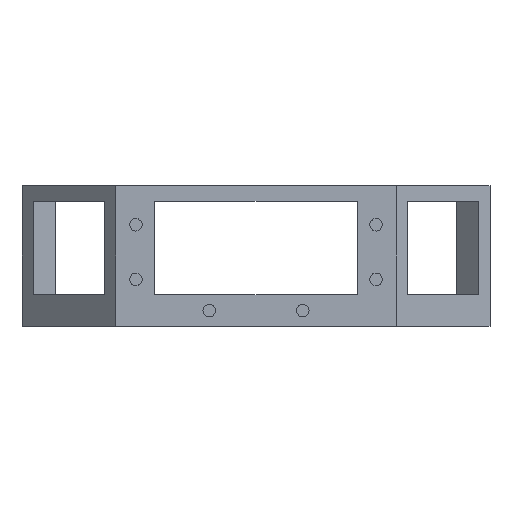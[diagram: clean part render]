
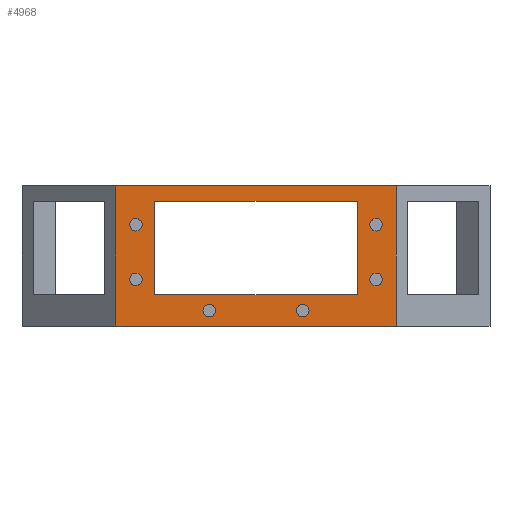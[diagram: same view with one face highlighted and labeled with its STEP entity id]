
A CAD part, front view. The second image highlights one B-rep face of the part: STEP entity #4968.
In plain terms, the highlighted planar face has unit normal (0, -1, 0).
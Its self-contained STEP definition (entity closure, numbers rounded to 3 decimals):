
#151=CARTESIAN_POINT('Vertex',(-65.,-150.,10.)) ;
#154=CARTESIAN_POINT('Line Origine',(0.,-150.,10.)) ;
#158=CARTESIAN_POINT('Vertex',(65.,-150.,10.)) ;
#1268=CARTESIAN_POINT('Vertex',(-90.,-150.,-10.)) ;
#1271=CARTESIAN_POINT('Line Origine',(-90.,-150.,35.)) ;
#1275=CARTESIAN_POINT('Vertex',(-90.,-150.,80.)) ;
#1411=CARTESIAN_POINT('Vertex',(-65.,-150.,70.)) ;
#1414=CARTESIAN_POINT('Line Origine',(-65.,-150.,40.)) ;
#1502=CARTESIAN_POINT('Line Origine',(90.,-150.,35.)) ;
#1506=CARTESIAN_POINT('Vertex',(90.,-150.,-10.)) ;
#1508=CARTESIAN_POINT('Vertex',(90.,-150.,80.)) ;
#1987=CARTESIAN_POINT('Vertex',(65.,-150.,70.)) ;
#1990=CARTESIAN_POINT('Line Origine',(0.,-150.,70.)) ;
#2938=CARTESIAN_POINT('Line Origine',(0.,-150.,80.)) ;
#3870=CARTESIAN_POINT('Line Origine',(65.,-150.,40.)) ;
#3894=CARTESIAN_POINT('Line Origine',(0.,-150.,-10.)) ;
#4843=CARTESIAN_POINT('Axis2P3D Location',(90.,-150.,0.)) ;
#4860=CARTESIAN_POINT('Axis2P3D Location',(77.,-150.,55.)) ;
#4864=CARTESIAN_POINT('Vertex',(73.,-150.,55.)) ;
#4866=CARTESIAN_POINT('Vertex',(81.,-150.,55.)) ;
#4869=CARTESIAN_POINT('Axis2P3D Location',(77.,-150.,55.)) ;
#4878=CARTESIAN_POINT('Axis2P3D Location',(77.,-150.,20.)) ;
#4882=CARTESIAN_POINT('Vertex',(81.,-150.,20.)) ;
#4884=CARTESIAN_POINT('Vertex',(73.,-150.,20.)) ;
#4887=CARTESIAN_POINT('Axis2P3D Location',(77.,-150.,20.)) ;
#4896=CARTESIAN_POINT('Axis2P3D Location',(30.,-150.,0.)) ;
#4900=CARTESIAN_POINT('Vertex',(34.,-150.,0.)) ;
#4902=CARTESIAN_POINT('Vertex',(26.,-150.,0.)) ;
#4905=CARTESIAN_POINT('Axis2P3D Location',(30.,-150.,0.)) ;
#4914=CARTESIAN_POINT('Axis2P3D Location',(-30.,-150.,0.)) ;
#4918=CARTESIAN_POINT('Vertex',(-34.,-150.,0.)) ;
#4920=CARTESIAN_POINT('Vertex',(-26.,-150.,0.)) ;
#4923=CARTESIAN_POINT('Axis2P3D Location',(-30.,-150.,0.)) ;
#4932=CARTESIAN_POINT('Axis2P3D Location',(-77.,-150.,20.)) ;
#4936=CARTESIAN_POINT('Vertex',(-81.,-150.,20.)) ;
#4938=CARTESIAN_POINT('Vertex',(-73.,-150.,20.)) ;
#4941=CARTESIAN_POINT('Axis2P3D Location',(-77.,-150.,20.)) ;
#4950=CARTESIAN_POINT('Axis2P3D Location',(-77.,-150.,55.)) ;
#4954=CARTESIAN_POINT('Vertex',(-81.,-150.,55.)) ;
#4956=CARTESIAN_POINT('Vertex',(-73.,-150.,55.)) ;
#4959=CARTESIAN_POINT('Axis2P3D Location',(-77.,-150.,55.)) ;
#155=DIRECTION('Vector Direction',(1.,0.,0.)) ;
#1272=DIRECTION('Vector Direction',(0.,0.,1.)) ;
#1415=DIRECTION('Vector Direction',(0.,0.,1.)) ;
#1503=DIRECTION('Vector Direction',(0.,0.,1.)) ;
#1991=DIRECTION('Vector Direction',(-1.,0.,0.)) ;
#2939=DIRECTION('Vector Direction',(-1.,0.,0.)) ;
#3871=DIRECTION('Vector Direction',(0.,0.,-1.)) ;
#3895=DIRECTION('Vector Direction',(1.,0.,0.)) ;
#4844=DIRECTION('Axis2P3D Direction',(0.,1.,-0.)) ;
#4845=DIRECTION('Axis2P3D XDirection',(-1.,0.,0.)) ;
#4861=DIRECTION('Axis2P3D Direction',(0.,1.,-0.)) ;
#4870=DIRECTION('Axis2P3D Direction',(0.,1.,-0.)) ;
#4879=DIRECTION('Axis2P3D Direction',(0.,1.,-0.)) ;
#4888=DIRECTION('Axis2P3D Direction',(0.,1.,-0.)) ;
#4897=DIRECTION('Axis2P3D Direction',(0.,1.,-0.)) ;
#4906=DIRECTION('Axis2P3D Direction',(0.,1.,-0.)) ;
#4915=DIRECTION('Axis2P3D Direction',(0.,1.,-0.)) ;
#4924=DIRECTION('Axis2P3D Direction',(0.,1.,-0.)) ;
#4933=DIRECTION('Axis2P3D Direction',(0.,1.,-0.)) ;
#4942=DIRECTION('Axis2P3D Direction',(0.,1.,-0.)) ;
#4951=DIRECTION('Axis2P3D Direction',(0.,1.,-0.)) ;
#4960=DIRECTION('Axis2P3D Direction',(0.,1.,-0.)) ;
#4846=AXIS2_PLACEMENT_3D('Plane Axis2P3D',#4843,#4844,#4845) ;
#4862=AXIS2_PLACEMENT_3D('Circle Axis2P3D',#4860,#4861,$) ;
#4871=AXIS2_PLACEMENT_3D('Circle Axis2P3D',#4869,#4870,$) ;
#4880=AXIS2_PLACEMENT_3D('Circle Axis2P3D',#4878,#4879,$) ;
#4889=AXIS2_PLACEMENT_3D('Circle Axis2P3D',#4887,#4888,$) ;
#4898=AXIS2_PLACEMENT_3D('Circle Axis2P3D',#4896,#4897,$) ;
#4907=AXIS2_PLACEMENT_3D('Circle Axis2P3D',#4905,#4906,$) ;
#4916=AXIS2_PLACEMENT_3D('Circle Axis2P3D',#4914,#4915,$) ;
#4925=AXIS2_PLACEMENT_3D('Circle Axis2P3D',#4923,#4924,$) ;
#4934=AXIS2_PLACEMENT_3D('Circle Axis2P3D',#4932,#4933,$) ;
#4943=AXIS2_PLACEMENT_3D('Circle Axis2P3D',#4941,#4942,$) ;
#4952=AXIS2_PLACEMENT_3D('Circle Axis2P3D',#4950,#4951,$) ;
#4961=AXIS2_PLACEMENT_3D('Circle Axis2P3D',#4959,#4960,$) ;
#4849=ORIENTED_EDGE('',*,*,#1277,.F.) ;
#4850=ORIENTED_EDGE('',*,*,#3898,.T.) ;
#4851=ORIENTED_EDGE('',*,*,#1510,.T.) ;
#4852=ORIENTED_EDGE('',*,*,#2942,.F.) ;
#4855=ORIENTED_EDGE('',*,*,#160,.F.) ;
#4856=ORIENTED_EDGE('',*,*,#1418,.T.) ;
#4857=ORIENTED_EDGE('',*,*,#1994,.F.) ;
#4858=ORIENTED_EDGE('',*,*,#3874,.T.) ;
#4875=ORIENTED_EDGE('',*,*,#4868,.F.) ;
#4876=ORIENTED_EDGE('',*,*,#4873,.F.) ;
#4893=ORIENTED_EDGE('',*,*,#4886,.F.) ;
#4894=ORIENTED_EDGE('',*,*,#4891,.F.) ;
#4911=ORIENTED_EDGE('',*,*,#4904,.F.) ;
#4912=ORIENTED_EDGE('',*,*,#4909,.F.) ;
#4929=ORIENTED_EDGE('',*,*,#4922,.F.) ;
#4930=ORIENTED_EDGE('',*,*,#4927,.F.) ;
#4947=ORIENTED_EDGE('',*,*,#4940,.F.) ;
#4948=ORIENTED_EDGE('',*,*,#4945,.F.) ;
#4965=ORIENTED_EDGE('',*,*,#4958,.F.) ;
#4966=ORIENTED_EDGE('',*,*,#4963,.F.) ;
#4859=FACE_BOUND('',#4854,.T.) ;
#4877=FACE_BOUND('',#4874,.T.) ;
#4895=FACE_BOUND('',#4892,.T.) ;
#4913=FACE_BOUND('',#4910,.T.) ;
#4931=FACE_BOUND('',#4928,.T.) ;
#4949=FACE_BOUND('',#4946,.T.) ;
#4967=FACE_BOUND('',#4964,.T.) ;
#156=VECTOR('Line Direction',#155,1.) ;
#1273=VECTOR('Line Direction',#1272,1.) ;
#1416=VECTOR('Line Direction',#1415,1.) ;
#1504=VECTOR('Line Direction',#1503,1.) ;
#1992=VECTOR('Line Direction',#1991,1.) ;
#2940=VECTOR('Line Direction',#2939,1.) ;
#3872=VECTOR('Line Direction',#3871,1.) ;
#3896=VECTOR('Line Direction',#3895,1.) ;
#4968=ADVANCED_FACE('PartBody',(#4853,#4859,#4877,#4895,#4913,#4931,#4949,#4967),#4847,.F.) ;
#4863=CIRCLE('generated circle',#4862,4.) ;
#4872=CIRCLE('generated circle',#4871,4.) ;
#4881=CIRCLE('generated circle',#4880,4.) ;
#4890=CIRCLE('generated circle',#4889,4.) ;
#4899=CIRCLE('generated circle',#4898,4.) ;
#4908=CIRCLE('generated circle',#4907,4.) ;
#4917=CIRCLE('generated circle',#4916,4.) ;
#4926=CIRCLE('generated circle',#4925,4.) ;
#4935=CIRCLE('generated circle',#4934,4.) ;
#4944=CIRCLE('generated circle',#4943,4.) ;
#4953=CIRCLE('generated circle',#4952,4.) ;
#4962=CIRCLE('generated circle',#4961,4.) ;
#160=EDGE_CURVE('',#152,#159,#157,.T.) ;
#1277=EDGE_CURVE('',#1269,#1276,#1274,.T.) ;
#1418=EDGE_CURVE('',#152,#1412,#1417,.T.) ;
#1510=EDGE_CURVE('',#1507,#1509,#1505,.T.) ;
#1994=EDGE_CURVE('',#1988,#1412,#1993,.T.) ;
#2942=EDGE_CURVE('',#1276,#1509,#2941,.F.) ;
#3874=EDGE_CURVE('',#1988,#159,#3873,.T.) ;
#3898=EDGE_CURVE('',#1269,#1507,#3897,.T.) ;
#4868=EDGE_CURVE('',#4865,#4867,#4863,.F.) ;
#4873=EDGE_CURVE('',#4867,#4865,#4872,.F.) ;
#4886=EDGE_CURVE('',#4883,#4885,#4881,.F.) ;
#4891=EDGE_CURVE('',#4885,#4883,#4890,.F.) ;
#4904=EDGE_CURVE('',#4901,#4903,#4899,.F.) ;
#4909=EDGE_CURVE('',#4903,#4901,#4908,.F.) ;
#4922=EDGE_CURVE('',#4919,#4921,#4917,.F.) ;
#4927=EDGE_CURVE('',#4921,#4919,#4926,.F.) ;
#4940=EDGE_CURVE('',#4937,#4939,#4935,.F.) ;
#4945=EDGE_CURVE('',#4939,#4937,#4944,.F.) ;
#4958=EDGE_CURVE('',#4955,#4957,#4953,.F.) ;
#4963=EDGE_CURVE('',#4957,#4955,#4962,.F.) ;
#4848=EDGE_LOOP('',(#4849,#4850,#4851,#4852)) ;
#4854=EDGE_LOOP('',(#4855,#4856,#4857,#4858)) ;
#4874=EDGE_LOOP('',(#4875,#4876)) ;
#4892=EDGE_LOOP('',(#4893,#4894)) ;
#4910=EDGE_LOOP('',(#4911,#4912)) ;
#4928=EDGE_LOOP('',(#4929,#4930)) ;
#4946=EDGE_LOOP('',(#4947,#4948)) ;
#4964=EDGE_LOOP('',(#4965,#4966)) ;
#4853=FACE_OUTER_BOUND('',#4848,.T.) ;
#157=LINE('Line',#154,#156) ;
#1274=LINE('Line',#1271,#1273) ;
#1417=LINE('Line',#1414,#1416) ;
#1505=LINE('Line',#1502,#1504) ;
#1993=LINE('Line',#1990,#1992) ;
#2941=LINE('Line',#2938,#2940) ;
#3873=LINE('Line',#3870,#3872) ;
#3897=LINE('Line',#3894,#3896) ;
#4847=PLANE('Plane',#4846) ;
#152=VERTEX_POINT('',#151) ;
#159=VERTEX_POINT('',#158) ;
#1269=VERTEX_POINT('',#1268) ;
#1276=VERTEX_POINT('',#1275) ;
#1412=VERTEX_POINT('',#1411) ;
#1507=VERTEX_POINT('',#1506) ;
#1509=VERTEX_POINT('',#1508) ;
#1988=VERTEX_POINT('',#1987) ;
#4865=VERTEX_POINT('',#4864) ;
#4867=VERTEX_POINT('',#4866) ;
#4883=VERTEX_POINT('',#4882) ;
#4885=VERTEX_POINT('',#4884) ;
#4901=VERTEX_POINT('',#4900) ;
#4903=VERTEX_POINT('',#4902) ;
#4919=VERTEX_POINT('',#4918) ;
#4921=VERTEX_POINT('',#4920) ;
#4937=VERTEX_POINT('',#4936) ;
#4939=VERTEX_POINT('',#4938) ;
#4955=VERTEX_POINT('',#4954) ;
#4957=VERTEX_POINT('',#4956) ;
